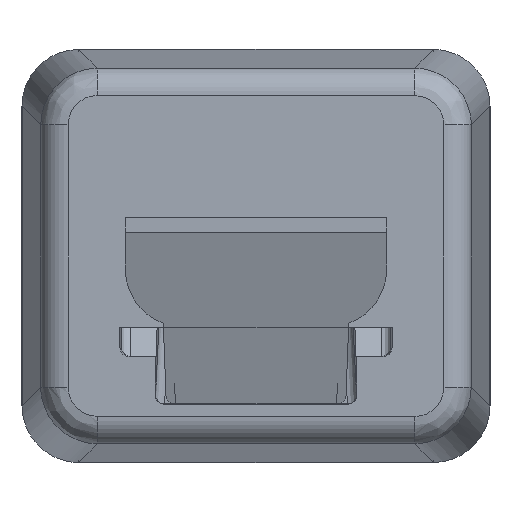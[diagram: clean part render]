
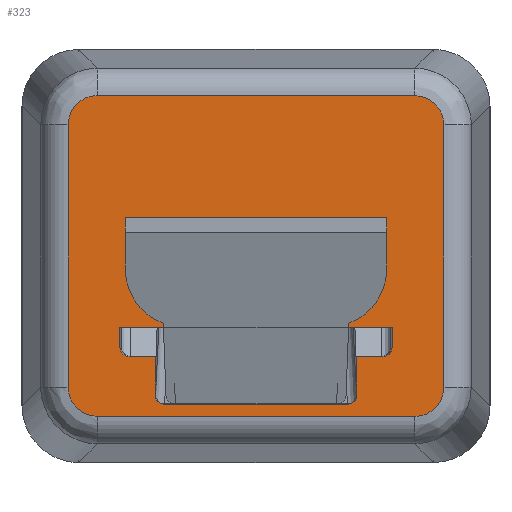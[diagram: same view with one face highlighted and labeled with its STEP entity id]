
A CAD part, front view. The second image highlights one B-rep face of the part: STEP entity #323.
In plain terms, the highlighted planar face has unit normal (0, -1, 0).
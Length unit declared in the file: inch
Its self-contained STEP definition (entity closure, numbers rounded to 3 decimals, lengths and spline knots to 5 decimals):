
#323=ADVANCED_FACE('',(#478,#479),#428,.T.);
#428=PLANE('',#1954);
#478=FACE_BOUND('',#480,.T.);
#479=FACE_BOUND('',#481,.T.);
#480=EDGE_LOOP('',(#629,#630,#631,#632,#633,#634,#635,#636,#637,#638,#639,
#640));
#481=EDGE_LOOP('',(#641,#642,#643,#644,#645,#646,#647,#648));
#586=ELLIPSE('',#1946,0.005,0.005);
#587=ELLIPSE('',#1947,0.005,0.005);
#588=ELLIPSE('',#1948,0.005,0.005);
#589=ELLIPSE('',#1949,0.005,0.005);
#590=ELLIPSE('',#1950,0.01612,0.016);
#591=ELLIPSE('',#1951,0.01612,0.016);
#592=ELLIPSE('',#1952,0.01612,0.016);
#593=ELLIPSE('',#1953,0.01612,0.016);
#629=ORIENTED_EDGE('',*,*,#1336,.T.);
#630=ORIENTED_EDGE('',*,*,#1337,.F.);
#631=ORIENTED_EDGE('',*,*,#1338,.T.);
#632=ORIENTED_EDGE('',*,*,#1339,.F.);
#633=ORIENTED_EDGE('',*,*,#1340,.F.);
#634=ORIENTED_EDGE('',*,*,#1341,.T.);
#635=ORIENTED_EDGE('',*,*,#1342,.F.);
#636=ORIENTED_EDGE('',*,*,#1343,.T.);
#637=ORIENTED_EDGE('',*,*,#1344,.T.);
#638=ORIENTED_EDGE('',*,*,#1345,.F.);
#639=ORIENTED_EDGE('',*,*,#1346,.T.);
#640=ORIENTED_EDGE('',*,*,#1347,.T.);
#641=ORIENTED_EDGE('',*,*,#1348,.T.);
#642=ORIENTED_EDGE('',*,*,#1349,.T.);
#643=ORIENTED_EDGE('',*,*,#1350,.T.);
#644=ORIENTED_EDGE('',*,*,#1351,.T.);
#645=ORIENTED_EDGE('',*,*,#1352,.T.);
#646=ORIENTED_EDGE('',*,*,#1353,.T.);
#647=ORIENTED_EDGE('',*,*,#1354,.T.);
#648=ORIENTED_EDGE('',*,*,#1355,.T.);
#1167=VERTEX_POINT('',#2643);
#1168=VERTEX_POINT('',#2644);
#1169=VERTEX_POINT('',#2646);
#1170=VERTEX_POINT('',#2648);
#1171=VERTEX_POINT('',#2650);
#1172=VERTEX_POINT('',#2652);
#1173=VERTEX_POINT('',#2654);
#1174=VERTEX_POINT('',#2656);
#1175=VERTEX_POINT('',#2658);
#1176=VERTEX_POINT('',#2660);
#1177=VERTEX_POINT('',#2662);
#1178=VERTEX_POINT('',#2664);
#1179=VERTEX_POINT('',#2667);
#1180=VERTEX_POINT('',#2668);
#1181=VERTEX_POINT('',#2670);
#1182=VERTEX_POINT('',#2672);
#1183=VERTEX_POINT('',#2674);
#1184=VERTEX_POINT('',#2676);
#1185=VERTEX_POINT('',#2678);
#1186=VERTEX_POINT('',#2680);
#1336=EDGE_CURVE('',#1167,#1168,#1605,.T.);
#1337=EDGE_CURVE('',#1169,#1168,#1606,.T.);
#1338=EDGE_CURVE('',#1169,#1170,#586,.T.);
#1339=EDGE_CURVE('',#1171,#1170,#1607,.T.);
#1340=EDGE_CURVE('',#1172,#1171,#1608,.T.);
#1341=EDGE_CURVE('',#1172,#1173,#587,.T.);
#1342=EDGE_CURVE('',#1174,#1173,#1609,.T.);
#1343=EDGE_CURVE('',#1174,#1175,#588,.T.);
#1344=EDGE_CURVE('',#1175,#1176,#1610,.T.);
#1345=EDGE_CURVE('',#1177,#1176,#1611,.T.);
#1346=EDGE_CURVE('',#1177,#1178,#589,.T.);
#1347=EDGE_CURVE('',#1178,#1167,#1612,.T.);
#1348=EDGE_CURVE('',#1179,#1180,#1613,.T.);
#1349=EDGE_CURVE('',#1180,#1181,#590,.T.);
#1350=EDGE_CURVE('',#1181,#1182,#1614,.T.);
#1351=EDGE_CURVE('',#1182,#1183,#591,.T.);
#1352=EDGE_CURVE('',#1183,#1184,#1615,.T.);
#1353=EDGE_CURVE('',#1184,#1185,#592,.T.);
#1354=EDGE_CURVE('',#1185,#1186,#1616,.T.);
#1355=EDGE_CURVE('',#1186,#1179,#593,.T.);
#1605=LINE('',#2642,#1774);
#1606=LINE('',#2645,#1775);
#1607=LINE('',#2649,#1776);
#1608=LINE('',#2651,#1777);
#1609=LINE('',#2655,#1778);
#1610=LINE('',#2659,#1779);
#1611=LINE('',#2661,#1780);
#1612=LINE('',#2665,#1781);
#1613=LINE('',#2666,#1782);
#1614=LINE('',#2671,#1783);
#1615=LINE('',#2675,#1784);
#1616=LINE('',#2679,#1785);
#1774=VECTOR('',#2122,1.);
#1775=VECTOR('',#2123,1.);
#1776=VECTOR('',#2126,1.);
#1777=VECTOR('',#2127,1.);
#1778=VECTOR('',#2130,1.);
#1779=VECTOR('',#2133,1.);
#1780=VECTOR('',#2134,1.);
#1781=VECTOR('',#2137,1.);
#1782=VECTOR('',#2138,1.);
#1783=VECTOR('',#2141,1.);
#1784=VECTOR('',#2144,1.);
#1785=VECTOR('',#2147,1.);
#1946=AXIS2_PLACEMENT_3D('',#2647,#2124,#2125);
#1947=AXIS2_PLACEMENT_3D('',#2653,#2128,#2129);
#1948=AXIS2_PLACEMENT_3D('',#2657,#2131,#2132);
#1949=AXIS2_PLACEMENT_3D('',#2663,#2135,#2136);
#1950=AXIS2_PLACEMENT_3D('',#2669,#2139,#2140);
#1951=AXIS2_PLACEMENT_3D('',#2673,#2142,#2143);
#1952=AXIS2_PLACEMENT_3D('',#2677,#2145,#2146);
#1953=AXIS2_PLACEMENT_3D('',#2681,#2148,#2149);
#1954=AXIS2_PLACEMENT_3D('',#2682,#2150,#2151);
#2122=DIRECTION('',(1.,0.,0.));
#2123=DIRECTION('',(0.,0.,1.));
#2124=DIRECTION('',(0.,1.,0.));
#2125=DIRECTION('',(-1.,0.,0.));
#2126=DIRECTION('',(1.,0.,0.));
#2127=DIRECTION('',(0.,0.,1.));
#2128=DIRECTION('',(0.,1.,0.));
#2129=DIRECTION('',(-1.,0.,0.));
#2130=DIRECTION('',(1.,0.,0.));
#2131=DIRECTION('',(0.,1.,0.));
#2132=DIRECTION('',(1.,0.,0.));
#2133=DIRECTION('',(0.,0.,1.));
#2134=DIRECTION('',(1.,0.,0.));
#2135=DIRECTION('',(0.,1.,0.));
#2136=DIRECTION('',(1.,0.,0.));
#2137=DIRECTION('',(0.,0.,1.));
#2138=DIRECTION('',(0.,0.,1.));
#2139=DIRECTION('',(0.,-1.,0.));
#2140=DIRECTION('',(-0.707,0.,-0.707));
#2141=DIRECTION('',(-1.,0.,0.));
#2142=DIRECTION('',(0.,-1.,0.));
#2143=DIRECTION('',(-0.707,0.,0.707));
#2144=DIRECTION('',(0.,0.,-1.));
#2145=DIRECTION('',(0.,-1.,0.));
#2146=DIRECTION('',(0.707,0.,0.707));
#2147=DIRECTION('',(1.,0.,0.));
#2148=DIRECTION('',(0.,-1.,0.));
#2149=DIRECTION('',(0.707,0.,-0.707));
#2150=DIRECTION('',(0.,-1.,0.));
#2151=DIRECTION('',(0.,0.,-1.));
#2642=CARTESIAN_POINT('',(0.75784,3.,0.849));
#2643=CARTESIAN_POINT('',(0.72068,3.,0.849));
#2644=CARTESIAN_POINT('',(0.86932,3.,0.849));
#2645=CARTESIAN_POINT('',(0.86932,3.,0.784));
#2646=CARTESIAN_POINT('',(0.86932,3.,0.838));
#2647=CARTESIAN_POINT('',(0.86432,3.,0.838));
#2648=CARTESIAN_POINT('',(0.86432,3.,0.833));
#2649=CARTESIAN_POINT('',(0.72325,3.,0.833));
#2650=CARTESIAN_POINT('',(0.85007,3.,0.833));
#2651=CARTESIAN_POINT('',(0.85007,3.,0.784));
#2652=CARTESIAN_POINT('',(0.85007,3.,0.812));
#2653=CARTESIAN_POINT('',(0.84507,3.,0.812));
#2654=CARTESIAN_POINT('',(0.84507,3.,0.807));
#2655=CARTESIAN_POINT('',(0.7425,3.,0.807));
#2656=CARTESIAN_POINT('',(0.74493,3.,0.807));
#2657=CARTESIAN_POINT('',(0.74493,3.,0.812));
#2658=CARTESIAN_POINT('',(0.73993,3.,0.812));
#2659=CARTESIAN_POINT('',(0.73993,3.,0.784));
#2660=CARTESIAN_POINT('',(0.73993,3.,0.833));
#2661=CARTESIAN_POINT('',(0.72325,3.,0.833));
#2662=CARTESIAN_POINT('',(0.72568,3.,0.833));
#2663=CARTESIAN_POINT('',(0.72568,3.,0.838));
#2664=CARTESIAN_POINT('',(0.72068,3.,0.838));
#2665=CARTESIAN_POINT('',(0.72068,3.,0.784));
#2666=CARTESIAN_POINT('',(0.89763,3.,0.784));
#2667=CARTESIAN_POINT('',(0.89763,3.,0.81631));
#2668=CARTESIAN_POINT('',(0.89763,3.,0.95969));
#2669=CARTESIAN_POINT('',(0.88157,3.,0.95957));
#2670=CARTESIAN_POINT('',(0.88169,3.,0.97563));
#2671=CARTESIAN_POINT('',(0.795,3.,0.97563));
#2672=CARTESIAN_POINT('',(0.70831,3.,0.97563));
#2673=CARTESIAN_POINT('',(0.70843,3.,0.95957));
#2674=CARTESIAN_POINT('',(0.69237,3.,0.95969));
#2675=CARTESIAN_POINT('',(0.69237,3.,0.784));
#2676=CARTESIAN_POINT('',(0.69237,3.,0.81631));
#2677=CARTESIAN_POINT('',(0.70843,3.,0.81643));
#2678=CARTESIAN_POINT('',(0.70831,3.,0.80037));
#2679=CARTESIAN_POINT('',(0.795,3.,0.80037));
#2680=CARTESIAN_POINT('',(0.88169,3.,0.80037));
#2681=CARTESIAN_POINT('',(0.88157,3.,0.81643));
#2682=CARTESIAN_POINT('',(0.795,3.,0.784));
